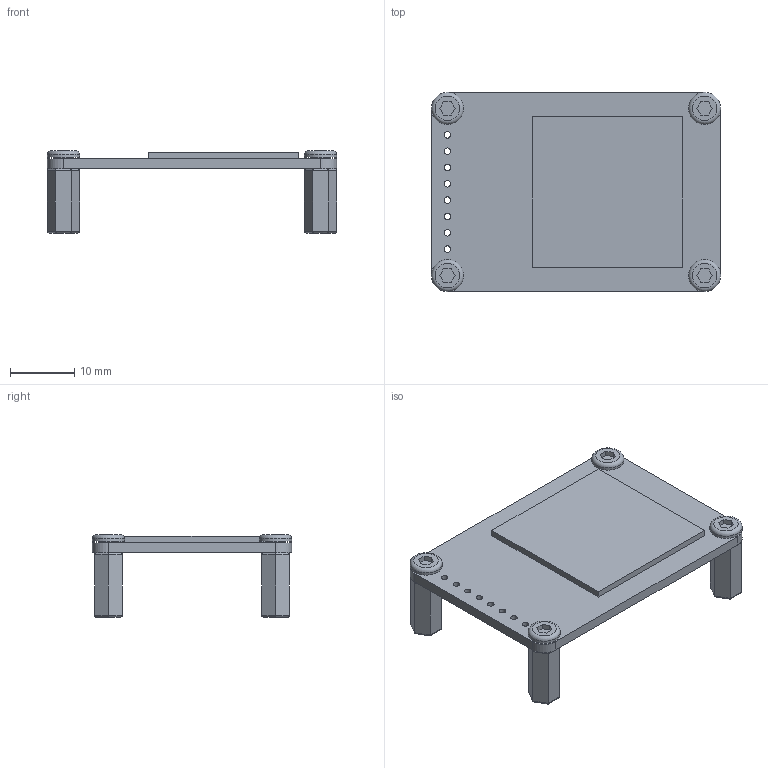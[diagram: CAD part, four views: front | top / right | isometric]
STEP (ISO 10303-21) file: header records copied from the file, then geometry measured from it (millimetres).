
FILE_DESCRIPTION(('Open CASCADE Model'),'2;1');
FILE_NAME('Open CASCADE Shape Model','2021-03-28T21:39:08',('Author'),( 'Open CASCADE'),'Open CASCADE STEP processor 7.5','Open CASCADE 7.5' ,'Unknown');
FILE_SCHEMA(('AUTOMOTIVE_DESIGN { 1 0 10303 214 1 1 1 1 }'));
Length unit declared in the file: millimetre
Products named in the file (15): CQ assembly; 428d6122-8ffd-11eb-92d6-8c1645fe51f1; 428d6122-8ffd-11eb-92d6-8c1645fe51f1_part; 42b24532-8ffd-11eb-92d6-8c1645fe51f1; 42b24532-8ffd-11eb-92d6-8c1645fe51f1_part; 42b30ff8-8ffd-11eb-92d6-8c1645fe51f1; 42b30ff8-8ffd-11eb-92d6-8c1645fe51f1_part; 42d5ac5c-8ffd-11eb-92d6-8c1645fe51f1; 42d5ac5c-8ffd-11eb-92d6-8c1645fe51f1_part; 42f8973a-8ffd-11eb-92d6-8c1645fe51f1; 42f8973a-8ffd-11eb-92d6-8c1645fe51f1_part; 431e93a4-8ffd-11eb-92d6-8c1645fe51f1; 431e93a4-8ffd-11eb-92d6-8c1645fe51f1_part; 4340e274-8ffd-11eb-92d6-8c1645fe51f1; 4340e274-8ffd-11eb-92d6-8c1645fe51f1_part
Assembly tree (14 placements, depth 4):
  CQ assembly
    428d6122-8ffd-11eb-92d6-8c1645fe51f1
      428d6122-8ffd-11eb-92d6-8c1645fe51f1_part
      42b24532-8ffd-11eb-92d6-8c1645fe51f1
        42b24532-8ffd-11eb-92d6-8c1645fe51f1_part
      42b30ff8-8ffd-11eb-92d6-8c1645fe51f1
        42b30ff8-8ffd-11eb-92d6-8c1645fe51f1_part
      42d5ac5c-8ffd-11eb-92d6-8c1645fe51f1
        42d5ac5c-8ffd-11eb-92d6-8c1645fe51f1_part
      42f8973a-8ffd-11eb-92d6-8c1645fe51f1
        42f8973a-8ffd-11eb-92d6-8c1645fe51f1_part
      431e93a4-8ffd-11eb-92d6-8c1645fe51f1
        431e93a4-8ffd-11eb-92d6-8c1645fe51f1_part
      4340e274-8ffd-11eb-92d6-8c1645fe51f1
        4340e274-8ffd-11eb-92d6-8c1645fe51f1_part
Bounding box: 45 x 31 x 12.8 mm (x, y, z)
Volume: 3325.5 mm3; surface area: 5600.2 mm2
Topology: 10 solids, 10 shells, 172 faces, 372 edges, 228 vertices
Faces by surface type: plane 84, cylinder 76, torus 12
Full cylindrical faces by diameter (mm): 1 x8, 2.5 x8, 3 x4, 5 x4
Entity records: 10327 total; most frequent: CARTESIAN_POINT 2299, DIRECTION 1490, LINE 836, VECTOR 836, ORIENTED_EDGE 744, PCURVE 744, DEFINITIONAL_REPRESENTATION 744, EDGE_CURVE 372
